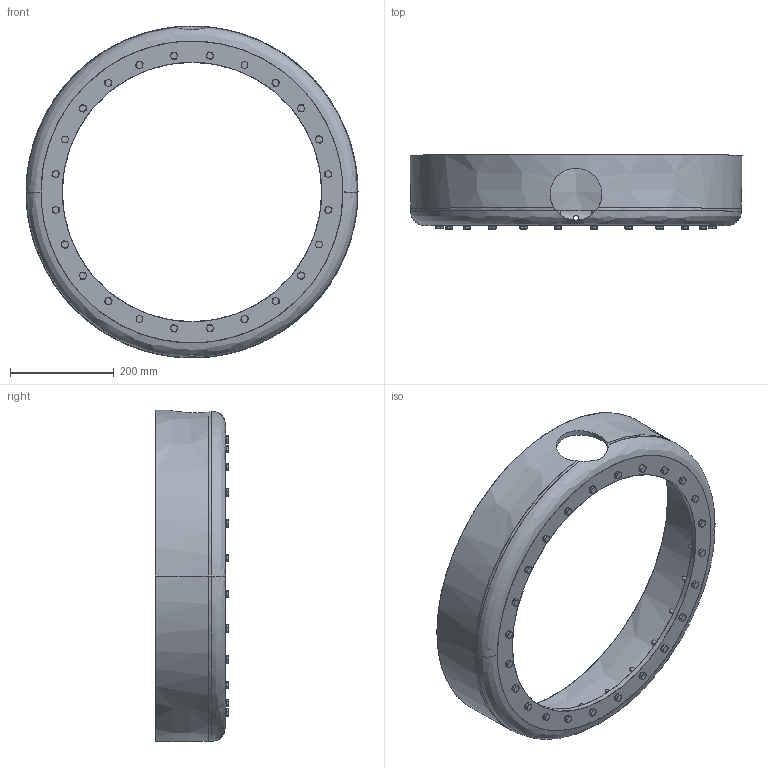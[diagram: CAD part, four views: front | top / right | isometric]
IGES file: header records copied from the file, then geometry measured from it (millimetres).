
Start section: SolidWorks IGES file using analytic representation for surfaces
Global section: file name: WELDRING203_P8000008638.IGS; native system: SolidWorks 2010; preprocessor: SolidWorks 2010; author: larsenr; date: 140128.115017; units: millimetre
Bounding box: 640 x 142.3 x 640 mm (x, y, z)
Surface area: 760437.6 mm2 (no closed solid volume)
Topology: 0 solids, 0 shells, 515 faces, 6675 edges, 6675 vertices
Faces by surface type: revolution 306, bspline 209
